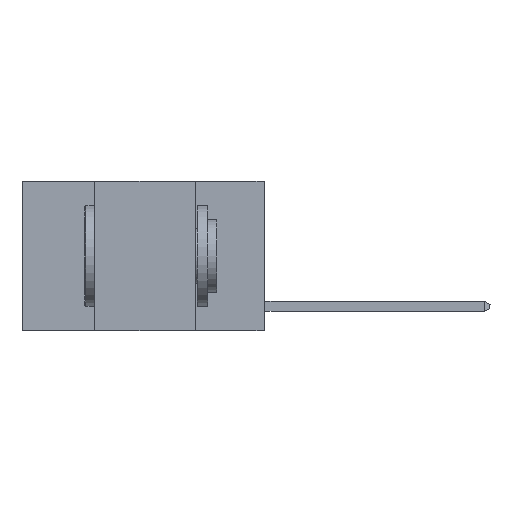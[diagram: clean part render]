
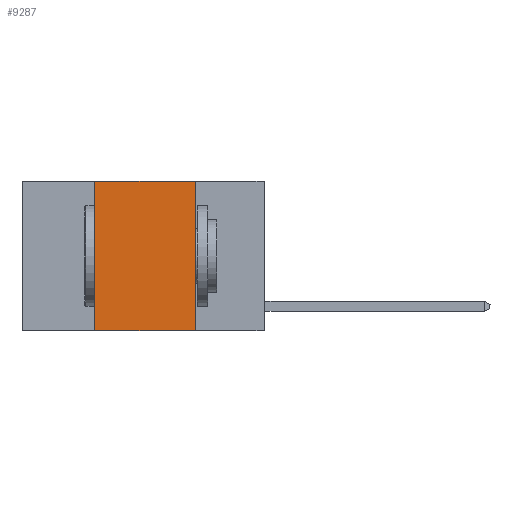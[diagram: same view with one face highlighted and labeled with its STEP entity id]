
A CAD part, left-side view. The second image highlights one B-rep face of the part: STEP entity #9287.
In plain terms, the highlighted planar face has unit normal (-1, 0, 0).
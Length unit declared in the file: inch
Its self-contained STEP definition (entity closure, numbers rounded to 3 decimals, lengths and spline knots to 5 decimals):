
#803 = VERTEX_POINT ( 'NONE', #11981 ) ;
#983 = DIRECTION ( 'NONE',  ( 0., 0., -1. ) ) ;
#1386 = PLANE ( 'NONE',  #10060 ) ;
#1496 = ORIENTED_EDGE ( 'NONE', *, *, #2364, .F. ) ;
#1875 = ORIENTED_EDGE ( 'NONE', *, *, #6404, .F. ) ;
#2364 = EDGE_CURVE ( 'NONE', #15443, #803, #12779, .T. ) ;
#2664 = EDGE_CURVE ( 'NONE', #15701, #7451, #7856, .T. ) ;
#2863 = VECTOR ( 'NONE', #14245, 39.37008 ) ;
#3249 = LINE ( 'NONE', #4454, #2863 ) ;
#3446 = VECTOR ( 'NONE', #6226, 39.37008 ) ;
#4306 = EDGE_CURVE ( 'NONE', #15443, #7451, #12974, .T. ) ;
#4454 = CARTESIAN_POINT ( 'NONE',  ( 0., 0.6, 0. ) ) ;
#4836 = DIRECTION ( 'NONE',  ( 0., -1., 0. ) ) ;
#5335 = CARTESIAN_POINT ( 'NONE',  ( 0., 0.6, 0. ) ) ;
#6226 = DIRECTION ( 'NONE',  ( 0., 0., 1. ) ) ;
#6404 = EDGE_CURVE ( 'NONE', #803, #15701, #3249, .T. ) ;
#6416 = CARTESIAN_POINT ( 'NONE',  ( 0., 0.17, 0. ) ) ;
#7451 = VERTEX_POINT ( 'NONE', #9648 ) ;
#7853 = VECTOR ( 'NONE', #983, 39.37008 ) ;
#7856 = LINE ( 'NONE', #7943, #7853 ) ;
#7943 = CARTESIAN_POINT ( 'NONE',  ( 0., 0.17, 0. ) ) ;
#8352 = FACE_OUTER_BOUND ( 'NONE', #13750, .T. ) ;
#9287 = ADVANCED_FACE ( 'NONE', ( #8352 ), #1386, .F. ) ;
#9648 = CARTESIAN_POINT ( 'NONE',  ( 0., 0.17, -0.37 ) ) ;
#10060 = AXIS2_PLACEMENT_3D ( 'NONE', #5335, #16581, #11180 ) ;
#11180 = DIRECTION ( 'NONE',  ( 0., 0., -1. ) ) ;
#11472 = ORIENTED_EDGE ( 'NONE', *, *, #4306, .T. ) ;
#11981 = CARTESIAN_POINT ( 'NONE',  ( 0., 0.42, 0. ) ) ;
#12779 = LINE ( 'NONE', #17175, #3446 ) ;
#12974 = LINE ( 'NONE', #17364, #17252 ) ;
#13750 = EDGE_LOOP ( 'NONE', ( #16594, #1875, #1496, #11472 ) ) ;
#14245 = DIRECTION ( 'NONE',  ( 0., -1., 0. ) ) ;
#15443 = VERTEX_POINT ( 'NONE', #17846 ) ;
#15701 = VERTEX_POINT ( 'NONE', #6416 ) ;
#16581 = DIRECTION ( 'NONE',  ( 1., 0., 0. ) ) ;
#16594 = ORIENTED_EDGE ( 'NONE', *, *, #2664, .F. ) ;
#17175 = CARTESIAN_POINT ( 'NONE',  ( 0., 0.42, 0. ) ) ;
#17252 = VECTOR ( 'NONE', #4836, 39.37008 ) ;
#17364 = CARTESIAN_POINT ( 'NONE',  ( 0., 0.6, -0.37 ) ) ;
#17846 = CARTESIAN_POINT ( 'NONE',  ( 0., 0.42, -0.37 ) ) ;
